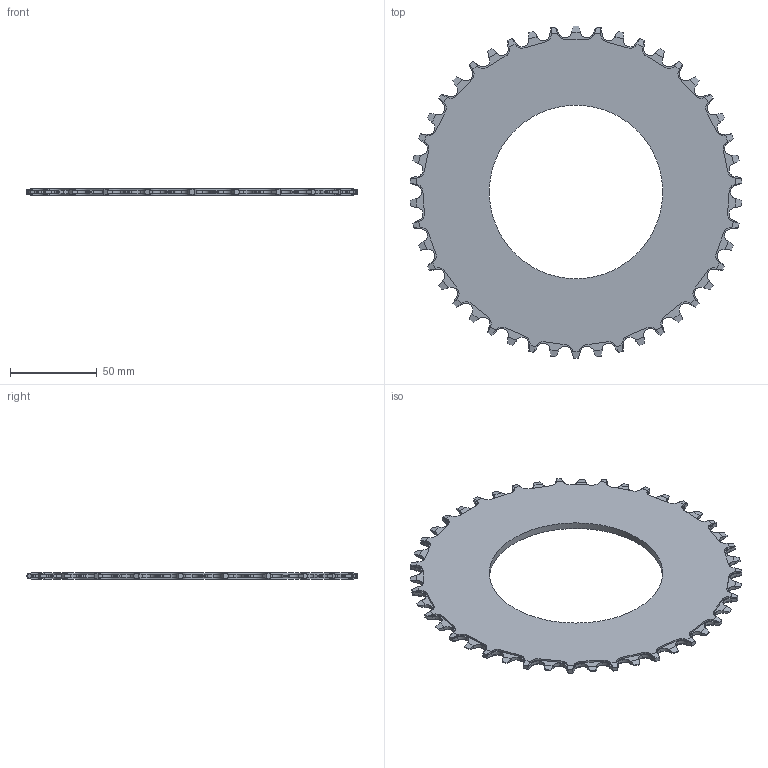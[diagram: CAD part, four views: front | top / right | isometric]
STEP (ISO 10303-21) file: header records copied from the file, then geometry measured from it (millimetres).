
FILE_DESCRIPTION(('FreeCAD Model'),'2;1');
FILE_NAME('Open CASCADE Shape Model','2024-12-20T12:10:45',(''),(''), 'Open CASCADE STEP processor 7.8','FreeCAD','Unknown');
FILE_SCHEMA(('AUTOMOTIVE_DESIGN { 1 0 10303 214 1 1 1 1 }'));
Length unit declared in the file: millimetre
Products named in the file (1): Mirrored
Bounding box: 191.33 x 191.57 x 4 mm (x, y, z)
Volume: 71880.4 mm3; surface area: 41883.5 mm2
Topology: 1 solids, 1 shells, 601 faces, 1979 edges, 1380 vertices
Faces by surface type: plane 416, cylinder 185
Full cylindrical faces by diameter (mm): 100 x1
Entity records: 22098 total; most frequent: CARTESIAN_POINT 3962, ORIENTED_EDGE 3958, DIRECTION 3826, EDGE_CURVE 1979, VERTEX_POINT 1380, LINE 1334, VECTOR 1334, AXIS2_PLACEMENT_3D 1246
